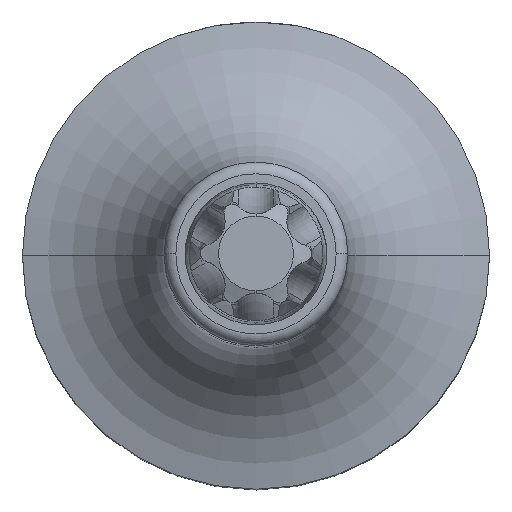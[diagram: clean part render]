
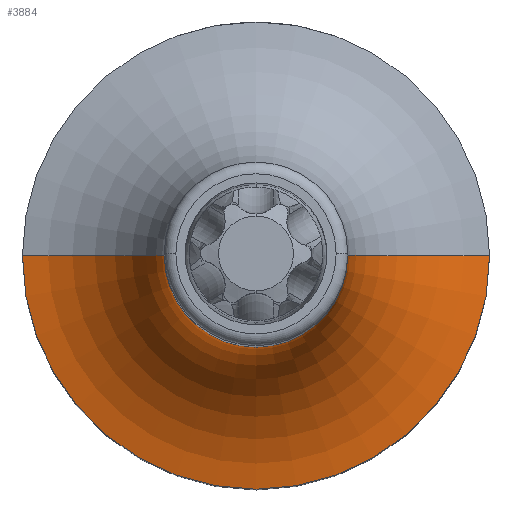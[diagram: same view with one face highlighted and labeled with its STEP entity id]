
A CAD part, top view. The second image highlights one B-rep face of the part: STEP entity #3884.
In plain terms, the highlighted toroidal (fillet/blend) face has major radius 15.5 mm and minor radius 10 mm.
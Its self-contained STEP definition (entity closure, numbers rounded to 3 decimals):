
#3450=CARTESIAN_POINT('',(0.,0.,26.7));
#3451=DIRECTION('',(0.,0.,1.));
#3452=DIRECTION('',(1.,0.,0.));
#3453=AXIS2_PLACEMENT_3D('',#3450,#3451,#3452);
#3458=CARTESIAN_POINT('',(15.5,0.,
36.587));
#3459=DIRECTION('',(0.,1.,0.));
#3460=DIRECTION('',(-0.15,0.,-0.989));
#3461=AXIS2_PLACEMENT_3D('',#3458,#3459,#3460);
#3466=CARTESIAN_POINT('',(-15.5,0.,
36.587));
#3467=DIRECTION('',(0.,-1.,0.));
#3468=DIRECTION('',(0.15,0.,-0.989));
#3469=AXIS2_PLACEMENT_3D('',#3466,#3467,#3468);
#3599=CARTESIAN_POINT('',(0.,0.,36.587));
#3600=DIRECTION('',(0.,0.,1.));
#3601=DIRECTION('',(1.,0.,0.));
#3602=AXIS2_PLACEMENT_3D('',#3599,#3600,#3601);
#3614=CARTESIAN_POINT('',(-14.,0.,26.7));
#3615=CARTESIAN_POINT('',(14.,0.,26.7));
#3616=VERTEX_POINT('',#3614);
#3617=VERTEX_POINT('',#3615);
#3618=CARTESIAN_POINT('',(-5.5,0.,36.587));
#3619=CARTESIAN_POINT('',(5.5,0.,36.587));
#3620=VERTEX_POINT('',#3618);
#3621=VERTEX_POINT('',#3619);
#3870=CARTESIAN_POINT('',(0.,0.,36.587));
#3871=DIRECTION('',(0.,0.,1.));
#3872=DIRECTION('',(1.,0.,0.));
#3873=AXIS2_PLACEMENT_3D('',#3870,#3871,#3872);
#3874=TOROIDAL_SURFACE('',#3873,15.5,10.);
#3875=ORIENTED_EDGE('',*,*,#3864,.F.);
#3877=ORIENTED_EDGE('',*,*,#3876,.T.);
#3879=ORIENTED_EDGE('',*,*,#3878,.T.);
#3881=ORIENTED_EDGE('',*,*,#3880,.F.);
#3882=EDGE_LOOP('',(#3875,#3877,#3879,#3881));
#3883=FACE_OUTER_BOUND('',#3882,.F.);
#3884=ADVANCED_FACE('',(#3883),#3874,.F.);
#3454=CIRCLE('',#3453,14.);
#3462=CIRCLE('',#3461,10.);
#3470=CIRCLE('',#3469,10.);
#3603=CIRCLE('',#3602,5.5);
#3864=EDGE_CURVE('',#3617,#3616,#3454,.T.);
#3876=EDGE_CURVE('',#3617,#3621,#3462,.T.);
#3878=EDGE_CURVE('',#3621,#3620,#3603,.T.);
#3880=EDGE_CURVE('',#3616,#3620,#3470,.T.);
